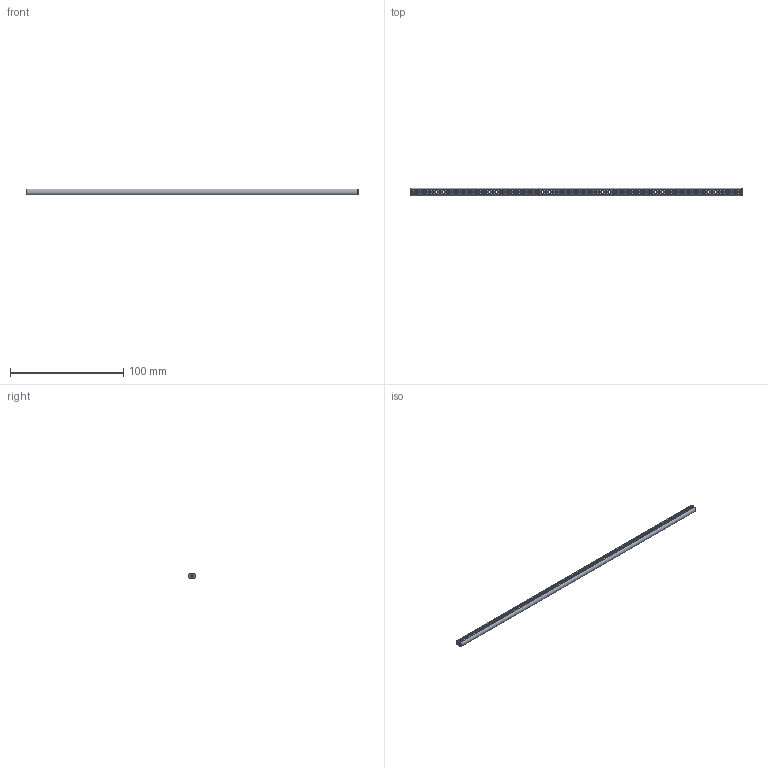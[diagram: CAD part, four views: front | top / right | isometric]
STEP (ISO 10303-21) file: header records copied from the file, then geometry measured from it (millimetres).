
FILE_DESCRIPTION(('FreeCAD Model'),'2;1');
FILE_NAME('Open CASCADE Shape Model','2024-06-18T16:11:44',(''),(''), 'Open CASCADE STEP processor 7.6','FreeCAD','Unknown');
FILE_SCHEMA(('AUTOMOTIVE_DESIGN { 1 0 10303 214 1 1 1 1 }'));
Length unit declared in the file: millimetre
Products named in the file (1): Shaft IDX BU23.50 - SPN-SFT-0214 (stemfie.org)
Bounding box: 293.75 x 6.6 x 5 mm (x, y, z)
Volume: 6705.1 mm3; surface area: 8429.1 mm2
Topology: 1 solids, 1 shells, 925 faces, 2871 edges, 1786 vertices
Faces by surface type: plane 326, cylinder 285, cone 192, extrusion 122
Full cylindrical faces by diameter (mm): 2 x283
Entity records: 32929 total; most frequent: CARTESIAN_POINT 6315, ORIENTED_EDGE 5742, DIRECTION 5511, EDGE_CURVE 2871, AXIS2_PLACEMENT_3D 1958, VERTEX_POINT 1786, VECTOR 1595, LINE 1473
